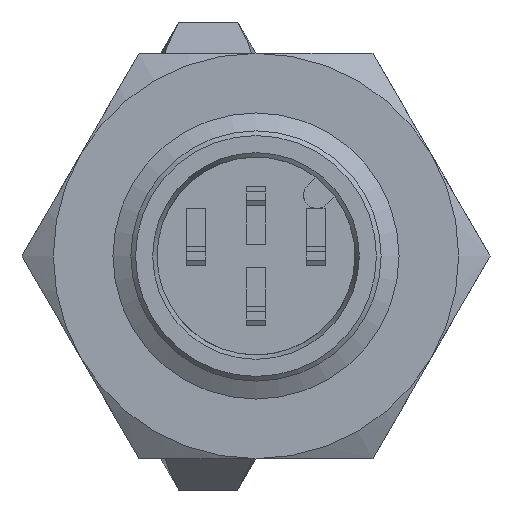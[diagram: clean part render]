
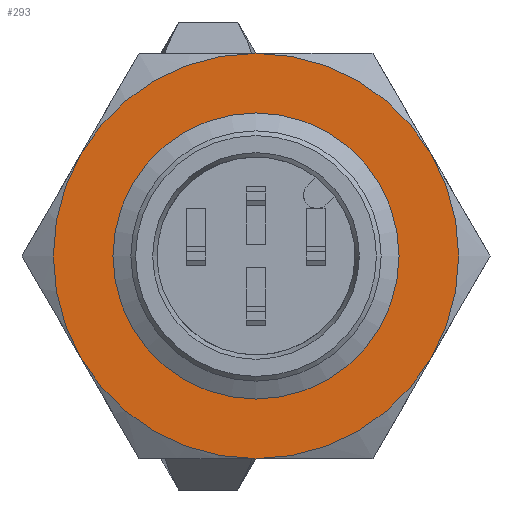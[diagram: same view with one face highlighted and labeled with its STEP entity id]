
A CAD part, left-side view. The second image highlights one B-rep face of the part: STEP entity #293.
In plain terms, the highlighted face is planar.
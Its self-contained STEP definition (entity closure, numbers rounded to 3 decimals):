
#293 = ADVANCED_FACE( '', ( #471, #472 ), #473, .T. );
#471 = FACE_BOUND( '', #697, .T. );
#472 = FACE_OUTER_BOUND( '', #698, .T. );
#473 = PLANE( '', #699 );
#697 = EDGE_LOOP( '', ( #1256 ) );
#698 = EDGE_LOOP( '', ( #1257, #1258, #1259, #1260, #1261, #1262 ) );
#699 = AXIS2_PLACEMENT_3D( '', #1263, #1264, #1265 );
#1256 = ORIENTED_EDGE( '', *, *, #1593, .F. );
#1257 = ORIENTED_EDGE( '', *, *, #1594, .T. );
#1258 = ORIENTED_EDGE( '', *, *, #1595, .T. );
#1259 = ORIENTED_EDGE( '', *, *, #1581, .T. );
#1260 = ORIENTED_EDGE( '', *, *, #1596, .T. );
#1261 = ORIENTED_EDGE( '', *, *, #1597, .T. );
#1262 = ORIENTED_EDGE( '', *, *, #1598, .T. );
#1263 = CARTESIAN_POINT( '', ( 8.5, 4., 14.722 ) );
#1264 = DIRECTION( '', ( 0., 1., 0. ) );
#1265 = DIRECTION( '', ( 0., 0., 1. ) );
#1581 = EDGE_CURVE( '', #1871, #1872, #1873, .T. );
#1593 = EDGE_CURVE( '', #1893, #1893, #1894, .T. );
#1594 = EDGE_CURVE( '', #1865, #1895, #1896, .T. );
#1595 = EDGE_CURVE( '', #1895, #1871, #1897, .T. );
#1596 = EDGE_CURVE( '', #1872, #1898, #1899, .T. );
#1597 = EDGE_CURVE( '', #1898, #1853, #1900, .T. );
#1598 = EDGE_CURVE( '', #1853, #1865, #1901, .T. );
#1853 = VERTEX_POINT( '', #2283 );
#1865 = VERTEX_POINT( '', #2321 );
#1871 = VERTEX_POINT( '', #2351 );
#1872 = VERTEX_POINT( '', #2352 );
#1873 = CIRCLE( '', #2353, 8.5 );
#1893 = VERTEX_POINT( '', #2424 );
#1894 = CIRCLE( '', #2425, 5.459 );
#1895 = VERTEX_POINT( '', #2426 );
#1896 = CIRCLE( '', #2427, 8.5 );
#1897 = CIRCLE( '', #2428, 8.5 );
#1898 = VERTEX_POINT( '', #2429 );
#1899 = CIRCLE( '', #2430, 8.5 );
#1900 = CIRCLE( '', #2431, 8.5 );
#1901 = CIRCLE( '', #2432, 8.5 );
#2283 = CARTESIAN_POINT( '', ( -4.25, 4., 7.361 ) );
#2321 = CARTESIAN_POINT( '', ( 4.25, 4., 7.361 ) );
#2351 = CARTESIAN_POINT( '', ( 4.25, 4., -7.361 ) );
#2352 = CARTESIAN_POINT( '', ( -4.25, 4., -7.361 ) );
#2353 = AXIS2_PLACEMENT_3D( '', #2698, #2699, #2700 );
#2424 = CARTESIAN_POINT( '', ( 0., 4., 5.459 ) );
#2425 = AXIS2_PLACEMENT_3D( '', #2704, #2705, #2706 );
#2426 = CARTESIAN_POINT( '', ( 8.5, 4., 0. ) );
#2427 = AXIS2_PLACEMENT_3D( '', #2707, #2708, #2709 );
#2428 = AXIS2_PLACEMENT_3D( '', #2710, #2711, #2712 );
#2429 = CARTESIAN_POINT( '', ( -8.5, 4., 0. ) );
#2430 = AXIS2_PLACEMENT_3D( '', #2713, #2714, #2715 );
#2431 = AXIS2_PLACEMENT_3D( '', #2716, #2717, #2718 );
#2432 = AXIS2_PLACEMENT_3D( '', #2719, #2720, #2721 );
#2698 = CARTESIAN_POINT( '', ( 0., 4., 0. ) );
#2699 = DIRECTION( '', ( 0., 1., 0. ) );
#2700 = DIRECTION( '', ( 0., 0., 1. ) );
#2704 = CARTESIAN_POINT( '', ( 0., 4., 0. ) );
#2705 = DIRECTION( '', ( 0., 1., 0. ) );
#2706 = DIRECTION( '', ( 0., 0., 1. ) );
#2707 = CARTESIAN_POINT( '', ( 0., 4., 0. ) );
#2708 = DIRECTION( '', ( 0., 1., 0. ) );
#2709 = DIRECTION( '', ( 0., 0., 1. ) );
#2710 = CARTESIAN_POINT( '', ( 0., 4., 0. ) );
#2711 = DIRECTION( '', ( 0., 1., 0. ) );
#2712 = DIRECTION( '', ( 0., 0., 1. ) );
#2713 = CARTESIAN_POINT( '', ( 0., 4., 0. ) );
#2714 = DIRECTION( '', ( 0., 1., 0. ) );
#2715 = DIRECTION( '', ( 0., 0., 1. ) );
#2716 = CARTESIAN_POINT( '', ( 0., 4., 0. ) );
#2717 = DIRECTION( '', ( 0., 1., 0. ) );
#2718 = DIRECTION( '', ( 0., 0., 1. ) );
#2719 = CARTESIAN_POINT( '', ( 0., 4., 0. ) );
#2720 = DIRECTION( '', ( 0., 1., 0. ) );
#2721 = DIRECTION( '', ( 0., 0., 1. ) );
